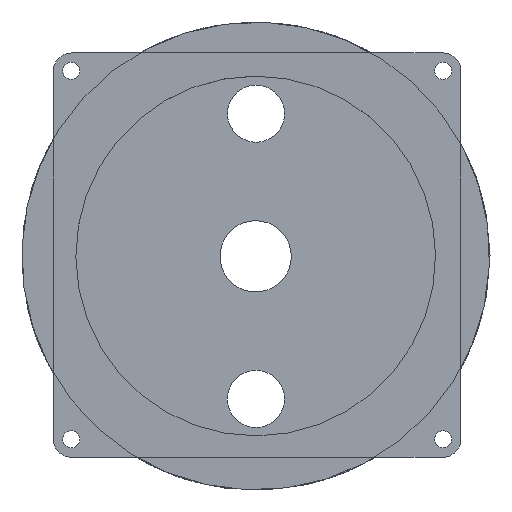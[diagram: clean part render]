
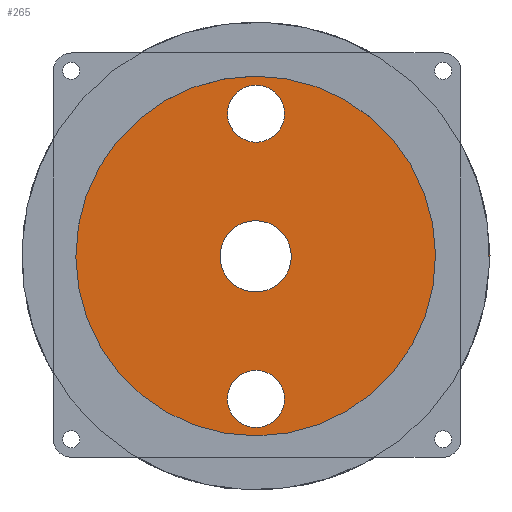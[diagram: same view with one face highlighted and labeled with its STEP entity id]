
A CAD part, top view. The second image highlights one B-rep face of the part: STEP entity #265.
In plain terms, the highlighted planar face has unit normal (0, 0, 1).
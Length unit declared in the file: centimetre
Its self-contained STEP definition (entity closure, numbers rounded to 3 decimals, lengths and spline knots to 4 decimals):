
#25=FACE_BOUND('',#524,.T.);
#26=FACE_BOUND('',#525,.T.);
#27=FACE_BOUND('',#526,.T.);
#265=ADVANCED_FACE('',(#387,#25,#26,#27),#1860,.T.);
#387=FACE_OUTER_BOUND('',#523,.T.);
#523=EDGE_LOOP('',(#916,#917));
#524=EDGE_LOOP('',(#918,#919));
#525=EDGE_LOOP('',(#920,#921));
#526=EDGE_LOOP('',(#922,#923));
#916=ORIENTED_EDGE('',*,*,#1273,.F.);
#917=ORIENTED_EDGE('',*,*,#1260,.F.);
#918=ORIENTED_EDGE('',*,*,#1276,.F.);
#919=ORIENTED_EDGE('',*,*,#1263,.F.);
#920=ORIENTED_EDGE('',*,*,#1279,.F.);
#921=ORIENTED_EDGE('',*,*,#1266,.F.);
#922=ORIENTED_EDGE('',*,*,#1282,.F.);
#923=ORIENTED_EDGE('',*,*,#1269,.F.);
#1260=EDGE_CURVE('',#1766,#1774,#1478,.T.);
#1263=EDGE_CURVE('',#1768,#1776,#1480,.T.);
#1266=EDGE_CURVE('',#1770,#1778,#1482,.T.);
#1269=EDGE_CURVE('',#1772,#1780,#1484,.T.);
#1273=EDGE_CURVE('',#1774,#1766,#1486,.T.);
#1276=EDGE_CURVE('',#1776,#1768,#1488,.T.);
#1279=EDGE_CURVE('',#1778,#1770,#1490,.T.);
#1282=EDGE_CURVE('',#1780,#1772,#1492,.T.);
#1478=TRIMMED_CURVE($,#1602,(#4135),(#4136),.T.,.CARTESIAN.);
#1480=TRIMMED_CURVE($,#1604,(#4143),(#4144),.T.,.CARTESIAN.);
#1482=TRIMMED_CURVE($,#1606,(#4151),(#4152),.T.,.CARTESIAN.);
#1484=TRIMMED_CURVE($,#1608,(#4159),(#4160),.T.,.CARTESIAN.);
#1486=TRIMMED_CURVE($,#1610,(#4169),(#4170),.T.,.CARTESIAN.);
#1488=TRIMMED_CURVE($,#1612,(#4177),(#4178),.T.,.CARTESIAN.);
#1490=TRIMMED_CURVE($,#1614,(#4185),(#4186),.T.,.CARTESIAN.);
#1492=TRIMMED_CURVE($,#1616,(#4193),(#4194),.T.,.CARTESIAN.);
#1602=CIRCLE('',#2172,4.1);
#1604=CIRCLE('',#2174,0.625);
#1606=CIRCLE('',#2176,0.5);
#1608=CIRCLE('',#2178,0.5);
#1610=CIRCLE('',#2180,4.1);
#1612=CIRCLE('',#2182,0.625);
#1614=CIRCLE('',#2184,0.5);
#1616=CIRCLE('',#2186,0.5);
#1766=VERTEX_POINT('',#4118);
#1768=VERTEX_POINT('',#4120);
#1770=VERTEX_POINT('',#4122);
#1772=VERTEX_POINT('',#4124);
#1774=VERTEX_POINT('',#4126);
#1776=VERTEX_POINT('',#4128);
#1778=VERTEX_POINT('',#4130);
#1780=VERTEX_POINT('',#4132);
#1860=PLANE('',#2163);
#2163=AXIS2_PLACEMENT_3D('',#4109,#2468,$);
#2172=AXIS2_PLACEMENT_3D($,#4134,#2477,#2478);
#2174=AXIS2_PLACEMENT_3D($,#4142,#2481,#2482);
#2176=AXIS2_PLACEMENT_3D($,#4150,#2485,#2486);
#2178=AXIS2_PLACEMENT_3D($,#4158,#2489,#2490);
#2180=AXIS2_PLACEMENT_3D($,#4168,#2493,#2494);
#2182=AXIS2_PLACEMENT_3D($,#4176,#2497,#2498);
#2184=AXIS2_PLACEMENT_3D($,#4184,#2501,#2502);
#2186=AXIS2_PLACEMENT_3D($,#4192,#2505,#2506);
#2468=DIRECTION('',(0.,0.,1.));
#2477=DIRECTION('',(0.,0.,-1.));
#2478=DIRECTION('',(1.,0.,0.));
#2481=DIRECTION('',(0.,0.,1.));
#2482=DIRECTION('',(1.,0.,0.));
#2485=DIRECTION('',(0.,0.,1.));
#2486=DIRECTION('',(1.,0.,0.));
#2489=DIRECTION('',(0.,0.,1.));
#2490=DIRECTION('',(1.,0.,0.));
#2493=DIRECTION('',(0.,0.,-1.));
#2494=DIRECTION('',(-1.,0.,0.));
#2497=DIRECTION('',(0.,0.,1.));
#2498=DIRECTION('',(-1.,0.,0.));
#2501=DIRECTION('',(0.,0.,1.));
#2502=DIRECTION('',(-1.,0.,0.));
#2505=DIRECTION('',(0.,0.,1.));
#2506=DIRECTION('',(-1.,0.,0.));
#4109=CARTESIAN_POINT('',(5.1324,-5.1173,97.0964));
#4118=CARTESIAN_POINT('',(4.1074,0.0077,97.0964));
#4120=CARTESIAN_POINT('',(0.6248,0.0002,97.0964));
#4122=CARTESIAN_POINT('',(0.5057,2.5002,97.0964));
#4124=CARTESIAN_POINT('',(0.5046,-2.4998,97.0964));
#4126=CARTESIAN_POINT('',(-4.0926,0.0077,97.0964));
#4128=CARTESIAN_POINT('',(-0.6252,0.0002,97.0964));
#4130=CARTESIAN_POINT('',(-0.4943,2.5002,97.0964));
#4132=CARTESIAN_POINT('',(-0.4954,-2.4998,97.0964));
#4134=CARTESIAN_POINT('',(0.0074,0.0077,97.0964));
#4135=CARTESIAN_POINT('',(4.1074,0.0077,97.0964));
#4136=CARTESIAN_POINT('',(-4.0926,0.0077,97.0964));
#4142=CARTESIAN_POINT('',(-0.0002,0.0002,97.0964));
#4143=CARTESIAN_POINT('',(0.6248,0.0002,97.0964));
#4144=CARTESIAN_POINT('',(-0.6252,0.0002,97.0964));
#4150=CARTESIAN_POINT('',(0.0057,2.5002,97.0964));
#4151=CARTESIAN_POINT('',(0.5057,2.5002,97.0964));
#4152=CARTESIAN_POINT('',(-0.4943,2.5002,97.0964));
#4158=CARTESIAN_POINT('',(0.0046,-2.4998,97.0964));
#4159=CARTESIAN_POINT('',(0.5046,-2.4998,97.0964));
#4160=CARTESIAN_POINT('',(-0.4954,-2.4998,97.0964));
#4168=CARTESIAN_POINT('',(0.0074,0.0077,97.0964));
#4169=CARTESIAN_POINT('',(-4.0926,0.0077,97.0964));
#4170=CARTESIAN_POINT('',(4.1074,0.0077,97.0964));
#4176=CARTESIAN_POINT('',(-0.0002,0.0002,97.0964));
#4177=CARTESIAN_POINT('',(-0.6252,0.0002,97.0964));
#4178=CARTESIAN_POINT('',(0.6248,0.0002,97.0964));
#4184=CARTESIAN_POINT('',(0.0057,2.5002,97.0964));
#4185=CARTESIAN_POINT('',(-0.4943,2.5002,97.0964));
#4186=CARTESIAN_POINT('',(0.5057,2.5002,97.0964));
#4192=CARTESIAN_POINT('',(0.0046,-2.4998,97.0964));
#4193=CARTESIAN_POINT('',(-0.4954,-2.4998,97.0964));
#4194=CARTESIAN_POINT('',(0.5046,-2.4998,97.0964));
